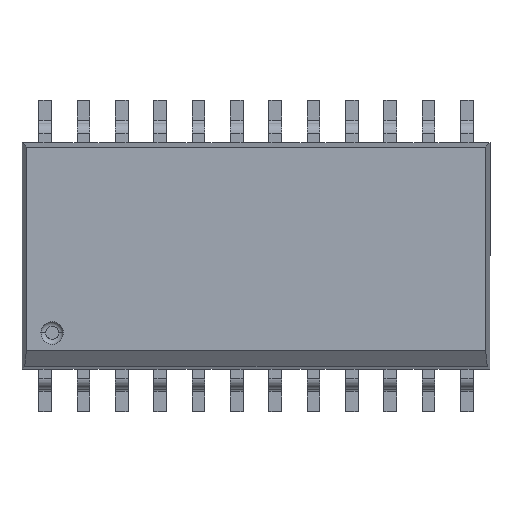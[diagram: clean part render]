
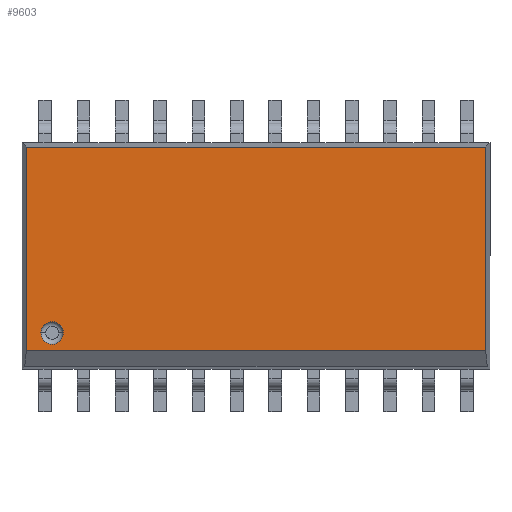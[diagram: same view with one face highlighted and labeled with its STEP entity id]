
A CAD part, top view. The second image highlights one B-rep face of the part: STEP entity #9603.
In plain terms, the highlighted planar face has unit normal (0, 0, 1).
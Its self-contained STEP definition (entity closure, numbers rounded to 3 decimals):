
#4752 = CARTESIAN_POINT ( 'NONE',  ( -7.125, -2.55, 2.65 ) ) ;
#4826 = CARTESIAN_POINT ( 'NONE',  ( -6.375, -2.55, 2.65 ) ) ;
#4827 = DIRECTION ( 'NONE',  ( 1., 0., 0. ) ) ;
#4828 = DIRECTION ( 'NONE',  ( 0., 0., 1. ) ) ;
#4829 = CARTESIAN_POINT ( 'NONE',  ( -6.75, -2.55, 2.65 ) ) ;
#4830 = AXIS2_PLACEMENT_3D ( 'NONE', #4829, #4828, #4827 ) ;
#4831 = CIRCLE ( 'NONE', #4830, 0.375 ) ;
#5578 = FACE_OUTER_BOUND ( 'NONE', #9650, .T. ) ;
#5579 = FACE_BOUND ( 'NONE', #9604, .T. ) ;
#5619 = DIRECTION ( 'NONE',  ( -1., 0., 0. ) ) ;
#5620 = DIRECTION ( 'NONE',  ( 0., 0., -1. ) ) ;
#5621 = CARTESIAN_POINT ( 'NONE',  ( 0., 3.75, 2.65 ) ) ;
#5622 = AXIS2_PLACEMENT_3D ( 'NONE', #5621, #5620, #5619 ) ;
#5624 = PLANE ( 'NONE',  #5622 ) ;
#5662 = DIRECTION ( 'NONE',  ( 1., 0., 0. ) ) ;
#5663 = DIRECTION ( 'NONE',  ( 0., 0., 1. ) ) ;
#5664 = CARTESIAN_POINT ( 'NONE',  ( -6.75, -2.55, 2.65 ) ) ;
#5665 = AXIS2_PLACEMENT_3D ( 'NONE', #5664, #5663, #5662 ) ;
#5666 = CIRCLE ( 'NONE', #5665, 0.375 ) ;
#5667 = CARTESIAN_POINT ( 'NONE',  ( -7.604, 3.604, 2.65 ) ) ;
#5668 = CARTESIAN_POINT ( 'NONE',  ( 7.604, 3.604, 2.65 ) ) ;
#5669 = DIRECTION ( 'NONE',  ( -1., 0., 0. ) ) ;
#5670 = VECTOR ( 'NONE', #5669, 1000. ) ;
#5671 = CARTESIAN_POINT ( 'NONE',  ( 0., 3.604, 2.65 ) ) ;
#5672 = LINE ( 'NONE', #5671, #5670 ) ;
#5731 = CARTESIAN_POINT ( 'NONE',  ( 7.604, -3.134, 2.65 ) ) ;
#5732 = DIRECTION ( 'NONE',  ( 1., 0., 0. ) ) ;
#5733 = VECTOR ( 'NONE', #5732, 1000. ) ;
#5734 = CARTESIAN_POINT ( 'NONE',  ( 7.75, -3.134, 2.65 ) ) ;
#5735 = LINE ( 'NONE', #5734, #5733 ) ;
#5736 = CARTESIAN_POINT ( 'NONE',  ( -7.604, -3.134, 2.65 ) ) ;
#5737 = DIRECTION ( 'NONE',  ( 0., -1., 0. ) ) ;
#5738 = VECTOR ( 'NONE', #5737, 1000. ) ;
#5739 = CARTESIAN_POINT ( 'NONE',  ( -7.604, -3.134, 2.65 ) ) ;
#5740 = LINE ( 'NONE', #5739, #5738 ) ;
#5784 = LINE ( 'NONE', #5841, #5840 ) ;
#5839 = DIRECTION ( 'NONE',  ( 0., 1., 0. ) ) ;
#5840 = VECTOR ( 'NONE', #5839, 1000. ) ;
#5841 = CARTESIAN_POINT ( 'NONE',  ( 7.604, 3.75, 2.65 ) ) ;
#9236 = VERTEX_POINT ( 'NONE', #4752 ) ;
#9300 = EDGE_CURVE ( 'NONE', #9236, #9301, #4831, .T. ) ;
#9301 = VERTEX_POINT ( 'NONE', #4826 ) ;
#9603 = ADVANCED_FACE ( 'NONE', ( #5579, #5578 ), #5624, .F. ) ;
#9604 = EDGE_LOOP ( 'NONE', ( #9647, #9649 ) ) ;
#9641 = ORIENTED_EDGE ( 'NONE', *, *, #9642, .T. ) ;
#9642 = EDGE_CURVE ( 'NONE', #9643, #9644, #5672, .T. ) ;
#9643 = VERTEX_POINT ( 'NONE', #5668 ) ;
#9644 = VERTEX_POINT ( 'NONE', #5667 ) ;
#9645 = ORIENTED_EDGE ( 'NONE', *, *, #9671, .T. ) ;
#9647 = ORIENTED_EDGE ( 'NONE', *, *, #9648, .F. ) ;
#9648 = EDGE_CURVE ( 'NONE', #9301, #9236, #5666, .T. ) ;
#9649 = ORIENTED_EDGE ( 'NONE', *, *, #9300, .F. ) ;
#9650 = EDGE_LOOP ( 'NONE', ( #9641, #9645, #9673, #9717 ) ) ;
#9671 = EDGE_CURVE ( 'NONE', #9644, #9672, #5740, .T. ) ;
#9672 = VERTEX_POINT ( 'NONE', #5736 ) ;
#9673 = ORIENTED_EDGE ( 'NONE', *, *, #9674, .T. ) ;
#9674 = EDGE_CURVE ( 'NONE', #9672, #9675, #5735, .T. ) ;
#9675 = VERTEX_POINT ( 'NONE', #5731 ) ;
#9717 = ORIENTED_EDGE ( 'NONE', *, *, #9718, .T. ) ;
#9718 = EDGE_CURVE ( 'NONE', #9675, #9643, #5784, .T. ) ;
